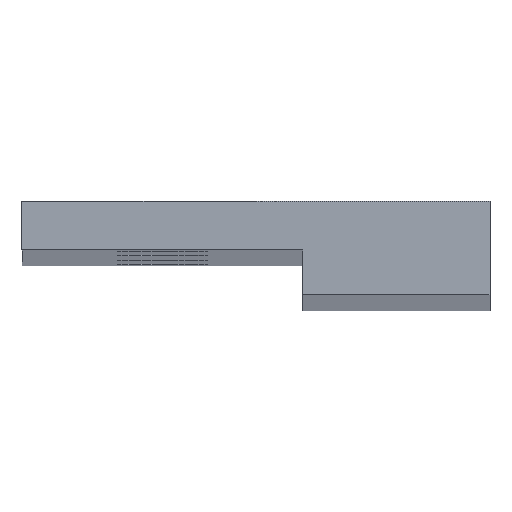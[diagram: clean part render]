
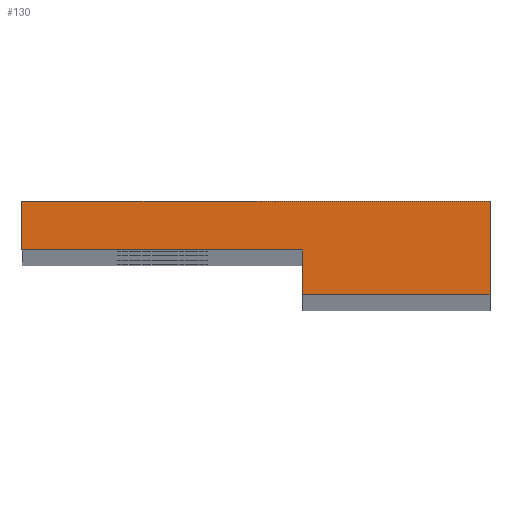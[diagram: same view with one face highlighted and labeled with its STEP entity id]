
A CAD part, top view. The second image highlights one B-rep face of the part: STEP entity #130.
In plain terms, the highlighted planar face has unit normal (0, 0, 1).
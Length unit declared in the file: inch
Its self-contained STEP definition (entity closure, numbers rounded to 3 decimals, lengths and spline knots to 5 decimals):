
#106=FACE_OUTER_BOUND('',#204,.T.);
#130=ADVANCED_FACE('',(#106),#154,.F.);
#154=PLANE('',#587);
#204=EDGE_LOOP('',(#274,#275,#276,#277,#278,#279));
#274=ORIENTED_EDGE('',*,*,#447,.F.);
#275=ORIENTED_EDGE('',*,*,#440,.F.);
#276=ORIENTED_EDGE('',*,*,#448,.F.);
#277=ORIENTED_EDGE('',*,*,#400,.T.);
#278=ORIENTED_EDGE('',*,*,#449,.T.);
#279=ORIENTED_EDGE('',*,*,#430,.T.);
#356=VERTEX_POINT('',#741);
#357=VERTEX_POINT('',#742);
#386=VERTEX_POINT('',#801);
#387=VERTEX_POINT('',#803);
#396=VERTEX_POINT('',#823);
#397=VERTEX_POINT('',#824);
#400=EDGE_CURVE('',#356,#357,#466,.T.);
#430=EDGE_CURVE('',#387,#386,#484,.T.);
#440=EDGE_CURVE('',#396,#397,#490,.T.);
#447=EDGE_CURVE('',#397,#386,#497,.T.);
#448=EDGE_CURVE('',#356,#396,#498,.T.);
#449=EDGE_CURVE('',#357,#387,#499,.T.);
#466=LINE('',#740,#516);
#484=LINE('',#802,#534);
#490=LINE('',#822,#540);
#497=LINE('',#835,#547);
#498=LINE('',#836,#548);
#499=LINE('',#837,#549);
#516=VECTOR('',#609,1.);
#534=VECTOR('',#653,1.);
#540=VECTOR('',#669,1.);
#547=VECTOR('',#680,1.);
#548=VECTOR('',#681,1.);
#549=VECTOR('',#682,1.);
#587=AXIS2_PLACEMENT_3D('',#838,#683,#684);
#609=DIRECTION('',(-1.,0.,0.));
#653=DIRECTION('',(1.,0.,0.));
#669=DIRECTION('',(-1.,0.,0.));
#680=DIRECTION('',(0.,1.,0.));
#681=DIRECTION('',(0.,-1.,0.));
#682=DIRECTION('',(0.,-1.,0.));
#683=DIRECTION('',(0.,0.,-1.));
#684=DIRECTION('',(0.,-1.,0.));
#740=CARTESIAN_POINT('',(0.985,0.,36.));
#741=CARTESIAN_POINT('',(2.235,0.,36.));
#742=CARTESIAN_POINT('',(0.985,0.,36.));
#801=CARTESIAN_POINT('',(1.735,-0.13,36.));
#802=CARTESIAN_POINT('',(0.985,-0.13,36.));
#803=CARTESIAN_POINT('',(0.985,-0.13,36.));
#822=CARTESIAN_POINT('',(0.985,-0.25,36.));
#823=CARTESIAN_POINT('',(2.235,-0.25,36.));
#824=CARTESIAN_POINT('',(1.735,-0.25,36.));
#835=CARTESIAN_POINT('',(1.735,-0.25,36.));
#836=CARTESIAN_POINT('',(2.235,0.,36.));
#837=CARTESIAN_POINT('',(0.985,0.,36.));
#838=CARTESIAN_POINT('',(0.985,0.,36.));
